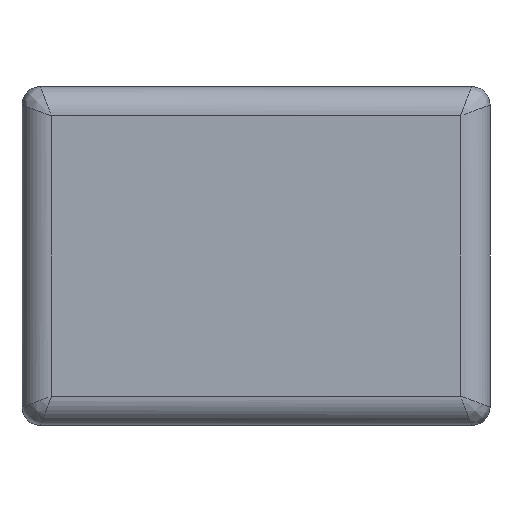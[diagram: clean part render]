
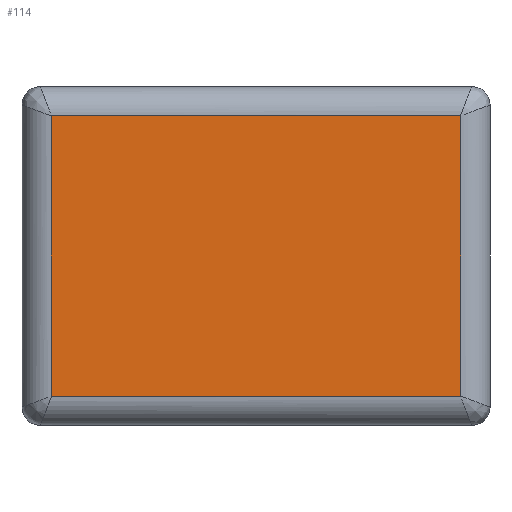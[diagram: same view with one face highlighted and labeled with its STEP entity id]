
A CAD part, left-side view. The second image highlights one B-rep face of the part: STEP entity #114.
In plain terms, the highlighted planar face has unit normal (-1, 0, 0).
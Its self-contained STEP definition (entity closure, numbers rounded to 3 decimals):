
#60 = CARTESIAN_POINT ( 'NONE',  ( -1., 0.555, 0.84 ) ) ;
#65 = ORIENTED_EDGE ( 'NONE', *, *, #1977, .T. ) ;
#114 = ADVANCED_FACE ( 'NONE', ( #2476 ), #1900, .F. ) ;
#152 = CARTESIAN_POINT ( 'NONE',  ( -1., -0.555, 0.08 ) ) ;
#187 = EDGE_LOOP ( 'NONE', ( #2270, #65, #1569, #197 ) ) ;
#197 = ORIENTED_EDGE ( 'NONE', *, *, #2567, .T. ) ;
#230 = LINE ( 'NONE', #2289, #1249 ) ;
#299 = DIRECTION ( 'NONE',  ( 0., 0., -1. ) ) ;
#373 = AXIS2_PLACEMENT_3D ( 'NONE', #1932, #888, #299 ) ;
#435 = CARTESIAN_POINT ( 'NONE',  ( -1., -0.555, 0.84 ) ) ;
#821 = LINE ( 'NONE', #2324, #1619 ) ;
#888 = DIRECTION ( 'NONE',  ( 1., 0., 0. ) ) ;
#923 = CARTESIAN_POINT ( 'NONE',  ( -1., 0.555, 0.08 ) ) ;
#969 = LINE ( 'NONE', #992, #2062 ) ;
#992 = CARTESIAN_POINT ( 'NONE',  ( -1., 0.555, 0.92 ) ) ;
#1249 = VECTOR ( 'NONE', #1492, 1000. ) ;
#1348 = VERTEX_POINT ( 'NONE', #923 ) ;
#1491 = VECTOR ( 'NONE', #1521, 1000. ) ;
#1492 = DIRECTION ( 'NONE',  ( 0., -1., 0. ) ) ;
#1521 = DIRECTION ( 'NONE',  ( 0., 1., 0. ) ) ;
#1549 = CARTESIAN_POINT ( 'NONE',  ( -1., -0.635, 0.84 ) ) ;
#1569 = ORIENTED_EDGE ( 'NONE', *, *, #1980, .T. ) ;
#1619 = VECTOR ( 'NONE', #1660, 1000. ) ;
#1635 = VERTEX_POINT ( 'NONE', #60 ) ;
#1660 = DIRECTION ( 'NONE',  ( 0., 0., 1. ) ) ;
#1814 = VERTEX_POINT ( 'NONE', #435 ) ;
#1900 = PLANE ( 'NONE',  #373 ) ;
#1932 = CARTESIAN_POINT ( 'NONE',  ( -1., -0.635, 0.92 ) ) ;
#1952 = LINE ( 'NONE', #1549, #1491 ) ;
#1977 = EDGE_CURVE ( 'NONE', #1348, #2643, #230, .T. ) ;
#1980 = EDGE_CURVE ( 'NONE', #2643, #1814, #821, .T. ) ;
#2062 = VECTOR ( 'NONE', #2668, 1000. ) ;
#2270 = ORIENTED_EDGE ( 'NONE', *, *, #2676, .T. ) ;
#2289 = CARTESIAN_POINT ( 'NONE',  ( -1., 0., 0.08 ) ) ;
#2324 = CARTESIAN_POINT ( 'NONE',  ( -1., -0.555, 0.92 ) ) ;
#2476 = FACE_OUTER_BOUND ( 'NONE', #187, .T. ) ;
#2567 = EDGE_CURVE ( 'NONE', #1814, #1635, #1952, .T. ) ;
#2643 = VERTEX_POINT ( 'NONE', #152 ) ;
#2668 = DIRECTION ( 'NONE',  ( 0., 0., -1. ) ) ;
#2676 = EDGE_CURVE ( 'NONE', #1635, #1348, #969, .T. ) ;
